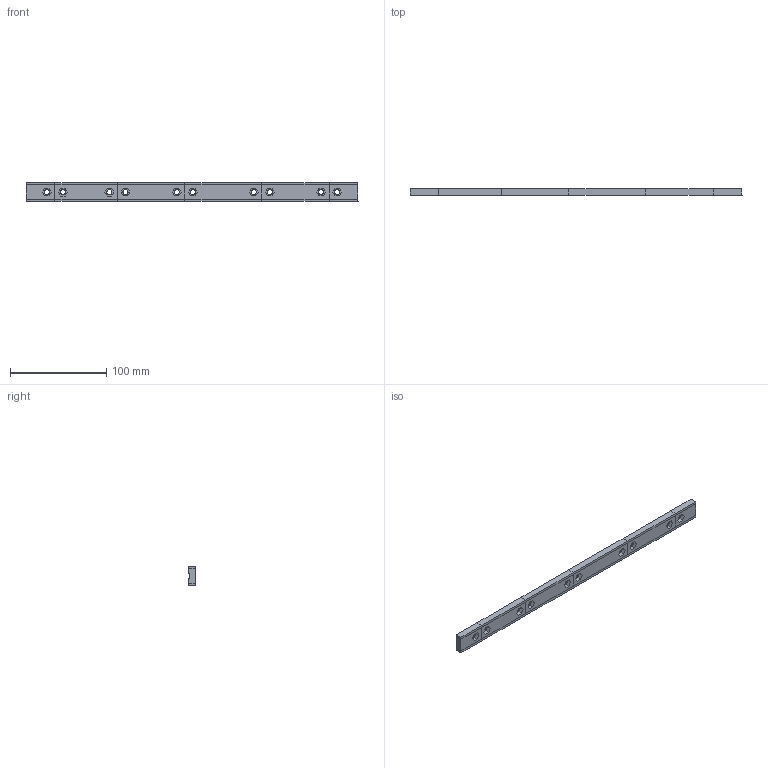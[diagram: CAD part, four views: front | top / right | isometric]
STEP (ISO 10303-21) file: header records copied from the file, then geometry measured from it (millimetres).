
FILE_DESCRIPTION(/* description */ (''),/* implementation_level */ '2;1');
FILE_NAME(/* name */ 'Links.step',/* time_stamp */ '2024-03-01T17:24:29-07:00',/* author */ (''),/* organization */ (''),/* preprocessor_version */ 'ST-DEVELOPER v20',/* originating_system */ 'Autodesk Translation Framework v12.20.1.177',/* authorisation */ '');
FILE_SCHEMA (('AUTOMOTIVE_DESIGN { 1 0 10303 214 3 1 1 }'));
Length unit declared in the file: millimetre
Products named in the file (13): Bottom Link; End Left; 2020 (6); DB to DB; 2020 (1); SB to SB; 2020 (2); DB to SB; 2020 (3); SB to DB; 2020 (4); End Right; 2020 (5)
Assembly tree (12 placements, depth 3):
  Bottom Link
    End Left
      2020 (6)
    DB to DB
      2020 (1)
    SB to SB
      2020 (2)
    DB to SB
      2020 (3)
    SB to DB
      2020 (4)
    End Right
      2020 (5)
Bounding box: 345 x 6.86 x 19.74 mm (x, y, z)
Volume: 41757.2 mm3; surface area: 30625.7 mm2
Topology: 18 solids, 18 shells, 238 faces, 613 edges, 411 vertices
Faces by surface type: plane 228, cylinder 10
Full cylindrical faces by diameter (mm): 5.3 x10
Entity records: 7533 total; most frequent: CARTESIAN_POINT 1287, ORIENTED_EDGE 1226, DIRECTION 1199, EDGE_CURVE 613, LINE 553, VECTOR 553, VERTEX_POINT 411, AXIS2_PLACEMENT_3D 323
